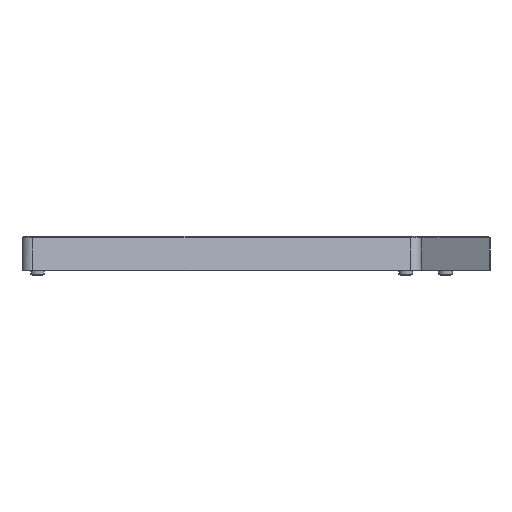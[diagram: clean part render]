
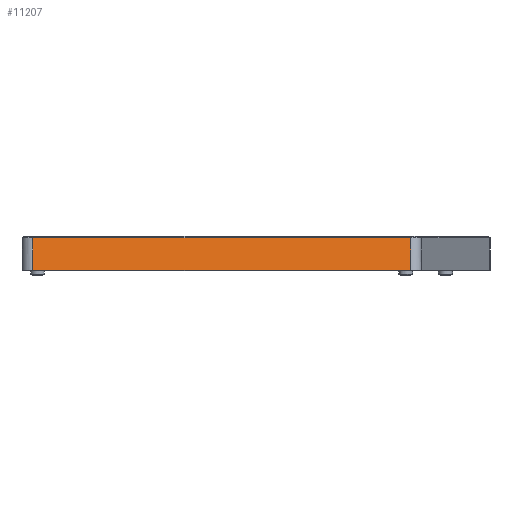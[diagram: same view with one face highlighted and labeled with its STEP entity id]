
A CAD part, left-side view. The second image highlights one B-rep face of the part: STEP entity #11207.
In plain terms, the highlighted planar face has unit normal (-0.98, 0, 0.2).
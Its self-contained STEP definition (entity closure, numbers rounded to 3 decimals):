
#919=PLANE('',#12014);
#1264=FACE_OUTER_BOUND('',#1993,.T.);
#1993=EDGE_LOOP('',(#7962,#7963,#7964,#7965));
#2731=LINE('',#16491,#3825);
#2831=LINE('',#17189,#3925);
#2845=LINE('',#17246,#3939);
#2846=LINE('',#17247,#3940);
#3825=VECTOR('',#13072,10.);
#3925=VECTOR('',#13358,10.);
#3939=VECTOR('',#13398,10.);
#3940=VECTOR('',#13399,10.);
#4936=VERTEX_POINT('',#16473);
#4938=VERTEX_POINT('',#16487);
#5130=VERTEX_POINT('',#17183);
#5142=VERTEX_POINT('',#17245);
#5952=EDGE_CURVE('',#4936,#4938,#2731,.T.);
#6163=EDGE_CURVE('',#5130,#4936,#2831,.T.);
#6184=EDGE_CURVE('',#5142,#5130,#2845,.T.);
#6185=EDGE_CURVE('',#4938,#5142,#2846,.T.);
#7962=ORIENTED_EDGE('',*,*,#5952,.F.);
#7963=ORIENTED_EDGE('',*,*,#6163,.F.);
#7964=ORIENTED_EDGE('',*,*,#6184,.F.);
#7965=ORIENTED_EDGE('',*,*,#6185,.F.);
#11207=ADVANCED_FACE('',(#1264),#919,.F.);
#12014=AXIS2_PLACEMENT_3D('',#17244,#13396,#13397);
#13072=DIRECTION('',(0.,-1.,0.));
#13358=DIRECTION('',(0.2,0.,0.98));
#13396=DIRECTION('center_axis',(0.98,0.,
-0.2));
#13397=DIRECTION('ref_axis',(-0.2,0.,-0.98));
#13398=DIRECTION('',(0.,1.,0.));
#13399=DIRECTION('',(-0.2,0.,-0.98));
#16473=CARTESIAN_POINT('',(-172.5,124.331,59.51));
#16487=CARTESIAN_POINT('',(-172.5,14.082,59.51));
#16491=CARTESIAN_POINT('',(-172.5,35.127,59.51));
#17183=CARTESIAN_POINT('',(-174.455,124.331,49.948));
#17189=CARTESIAN_POINT('',(-171.322,124.331,65.272));
#17244=CARTESIAN_POINT('Origin',(-172.4,10.982,60.));
#17245=CARTESIAN_POINT('',(-174.455,14.082,49.948));
#17246=CARTESIAN_POINT('',(-174.455,69.206,49.948));
#17247=CARTESIAN_POINT('',(-177.102,14.082,37.));
